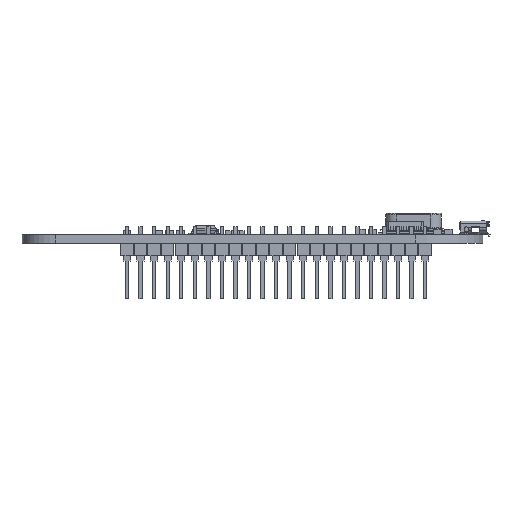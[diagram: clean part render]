
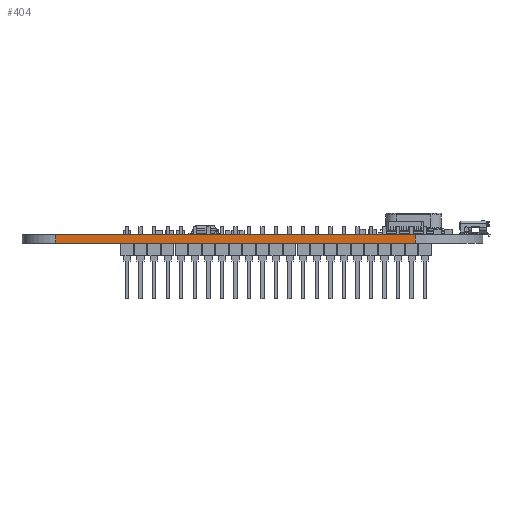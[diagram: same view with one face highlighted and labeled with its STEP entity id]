
A CAD part, front view. The second image highlights one B-rep face of the part: STEP entity #404.
In plain terms, the highlighted planar face has unit normal (0, -1, 0).
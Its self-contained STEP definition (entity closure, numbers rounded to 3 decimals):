
#377 = VERTEX_POINT('',#378);
#378 = CARTESIAN_POINT('',(73.66,0.,1.646));
#385 = EDGE_CURVE('',#386,#377,#388,.T.);
#386 = VERTEX_POINT('',#387);
#387 = CARTESIAN_POINT('',(73.66,0.,0.));
#388 = LINE('',#389,#390);
#389 = CARTESIAN_POINT('',(73.66,0.,0.));
#390 = VECTOR('',#391,1.);
#391 = DIRECTION('',(0.,0.,1.));
#404 = ADVANCED_FACE('',(#405),#430,.T.);
#405 = FACE_BOUND('',#406,.T.);
#406 = EDGE_LOOP('',(#407,#408,#416,#424));
#407 = ORIENTED_EDGE('',*,*,#385,.T.);
#408 = ORIENTED_EDGE('',*,*,#409,.T.);
#409 = EDGE_CURVE('',#377,#410,#412,.T.);
#410 = VERTEX_POINT('',#411);
#411 = CARTESIAN_POINT('',(6.35,0.,1.646));
#412 = LINE('',#413,#414);
#413 = CARTESIAN_POINT('',(73.66,0.,1.646));
#414 = VECTOR('',#415,1.);
#415 = DIRECTION('',(-1.,0.,0.));
#416 = ORIENTED_EDGE('',*,*,#417,.F.);
#417 = EDGE_CURVE('',#418,#410,#420,.T.);
#418 = VERTEX_POINT('',#419);
#419 = CARTESIAN_POINT('',(6.35,0.,0.));
#420 = LINE('',#421,#422);
#421 = CARTESIAN_POINT('',(6.35,0.,0.));
#422 = VECTOR('',#423,1.);
#423 = DIRECTION('',(0.,0.,1.));
#424 = ORIENTED_EDGE('',*,*,#425,.F.);
#425 = EDGE_CURVE('',#386,#418,#426,.T.);
#426 = LINE('',#427,#428);
#427 = CARTESIAN_POINT('',(73.66,0.,0.));
#428 = VECTOR('',#429,1.);
#429 = DIRECTION('',(-1.,0.,0.));
#430 = PLANE('',#431);
#431 = AXIS2_PLACEMENT_3D('',#432,#433,#434);
#432 = CARTESIAN_POINT('',(73.66,0.,0.));
#433 = DIRECTION('',(0.,-1.,0.));
#434 = DIRECTION('',(-1.,0.,0.));
